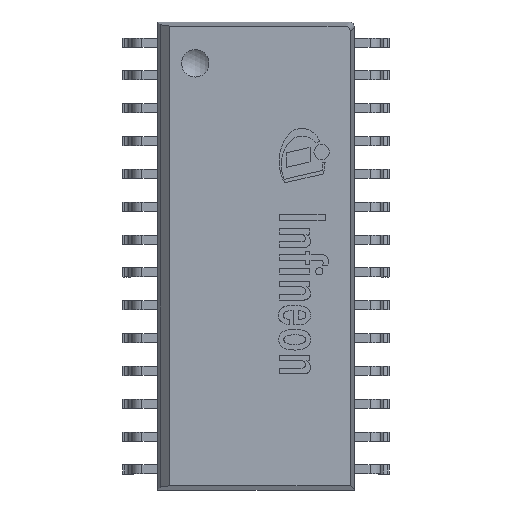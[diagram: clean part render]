
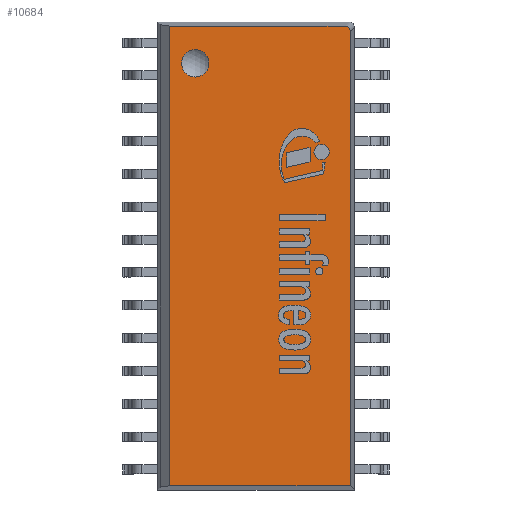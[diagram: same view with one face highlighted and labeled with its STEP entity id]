
A CAD part, top view. The second image highlights one B-rep face of the part: STEP entity #10684.
In plain terms, the highlighted planar face has unit normal (0, 0, 1).
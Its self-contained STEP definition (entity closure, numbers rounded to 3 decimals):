
#111=FACE_BOUND('',#3671,.T.);
#118=ELLIPSE('',#11365,0.204,0.2);
#138=PLANE('',#11375);
#542=LINE('',#15889,#1677);
#544=LINE('',#15893,#1679);
#550=LINE('',#15909,#1685);
#551=LINE('',#15911,#1686);
#1677=VECTOR('',#12548,1.);
#1679=VECTOR('',#12552,1.);
#1685=VECTOR('',#12568,1.);
#1686=VECTOR('',#12571,1.);
#3040=FACE_OUTER_BOUND('',#3670,.T.);
#3670=EDGE_LOOP('',(#7545,#7546,#7547,#7548,#7549));
#3671=EDGE_LOOP('',(#7550));
#4289=CIRCLE('',#11373,0.529);
#4776=VERTEX_POINT('',#15871);
#4777=VERTEX_POINT('',#15872);
#4783=VERTEX_POINT('',#15888);
#4784=VERTEX_POINT('',#15892);
#4787=VERTEX_POINT('',#15901);
#4789=VERTEX_POINT('',#15907);
#5864=EDGE_CURVE('',#4776,#4777,#118,.T.);
#5872=EDGE_CURVE('',#4783,#4777,#542,.T.);
#5874=EDGE_CURVE('',#4784,#4783,#544,.T.);
#5879=EDGE_CURVE('',#4787,#4787,#4289,.T.);
#5882=EDGE_CURVE('',#4776,#4789,#550,.T.);
#5883=EDGE_CURVE('',#4784,#4789,#551,.T.);
#7545=ORIENTED_EDGE('',*,*,#5864,.F.);
#7546=ORIENTED_EDGE('',*,*,#5882,.T.);
#7547=ORIENTED_EDGE('',*,*,#5883,.F.);
#7548=ORIENTED_EDGE('',*,*,#5874,.T.);
#7549=ORIENTED_EDGE('',*,*,#5872,.T.);
#7550=ORIENTED_EDGE('',*,*,#5879,.T.);
#10684=ADVANCED_FACE('',(#3040,#111),#138,.F.);
#11365=AXIS2_PLACEMENT_3D('',#15873,#12534,#12535);
#11373=AXIS2_PLACEMENT_3D('',#15903,#12562,#12563);
#11375=AXIS2_PLACEMENT_3D('',#15910,#12569,#12570);
#12534=DIRECTION('center_axis',(0.,0.,-1.));
#12535=DIRECTION('ref_axis',(0.707,0.707,0.));
#12548=DIRECTION('',(0.,1.,0.));
#12552=DIRECTION('',(1.,0.,0.));
#12562=DIRECTION('center_axis',(0.,0.,-1.));
#12563=DIRECTION('ref_axis',(0.,-1.,0.));
#12568=DIRECTION('',(-1.,0.,0.));
#12569=DIRECTION('center_axis',(0.,0.,-1.));
#12570=DIRECTION('ref_axis',(0.,-1.,0.));
#12571=DIRECTION('',(0.,1.,0.));
#15871=CARTESIAN_POINT('',(3.444,8.892,2.65));
#15872=CARTESIAN_POINT('',(3.642,8.694,2.65));
#15873=CARTESIAN_POINT('Origin',(3.44,8.69,2.65));
#15888=CARTESIAN_POINT('',(3.642,-8.892,2.65));
#15889=CARTESIAN_POINT('',(3.642,-9.05,2.65));
#15892=CARTESIAN_POINT('',(-3.341,-8.892,2.65));
#15893=CARTESIAN_POINT('',(0.329,-8.892,2.65));
#15901=CARTESIAN_POINT('',(-2.35,7.979,2.65));
#15903=CARTESIAN_POINT('Origin',(-2.35,7.45,2.65));
#15907=CARTESIAN_POINT('',(-3.341,8.892,2.65));
#15909=CARTESIAN_POINT('',(0.329,8.892,2.65));
#15910=CARTESIAN_POINT('Origin',(-3.341,-9.05,2.65));
#15911=CARTESIAN_POINT('',(-3.341,-9.05,2.65));
